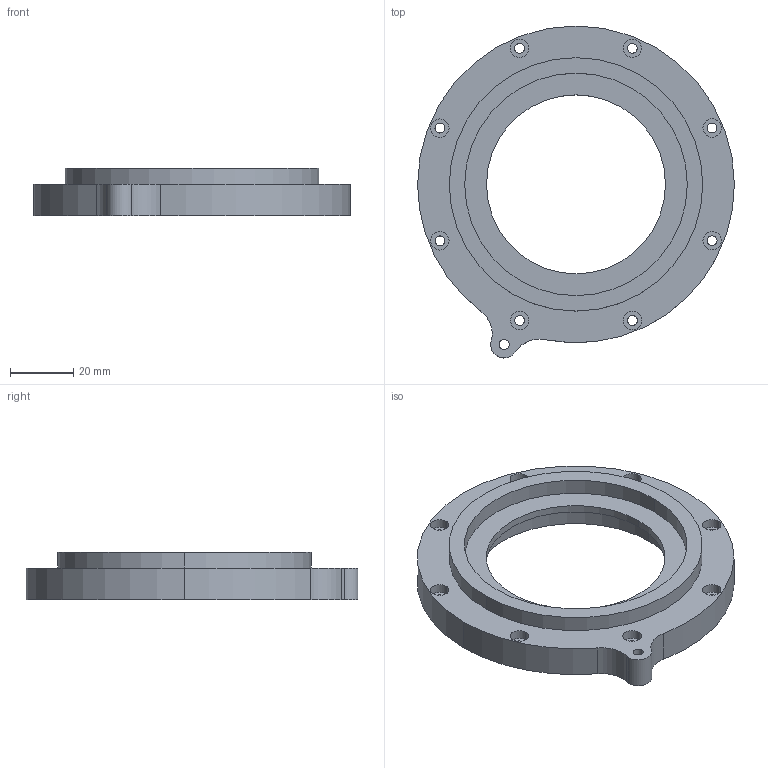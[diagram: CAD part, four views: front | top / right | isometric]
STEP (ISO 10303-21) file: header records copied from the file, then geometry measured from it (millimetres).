
FILE_DESCRIPTION (( 'STEP AP203' ), '1' );
FILE_NAME ('J1_top_lid.STEP', '2021-03-13T20:17:33', ( '' ), ( '' ), 'SwSTEP 2.0', 'SolidWorks 2020', '' );
FILE_SCHEMA (( 'CONFIG_CONTROL_DESIGN' ));
Length unit declared in the file: millimetre
Products named in the file (1): J1_top_lid
Bounding box: 100 x 104.79 x 15 mm (x, y, z)
Volume: 52633.2 mm3; surface area: 19426.6 mm2
Topology: 1 solids, 1 shells, 62 faces, 147 edges, 98 vertices
Faces by surface type: cylinder 49, plane 13
Entity records: 1966 total; most frequent: DIRECTION 371, CARTESIAN_POINT 308, ORIENTED_EDGE 294, AXIS2_PLACEMENT_3D 161, EDGE_CURVE 147, VERTEX_POINT 98, CIRCLE 98, EDGE_LOOP 93
